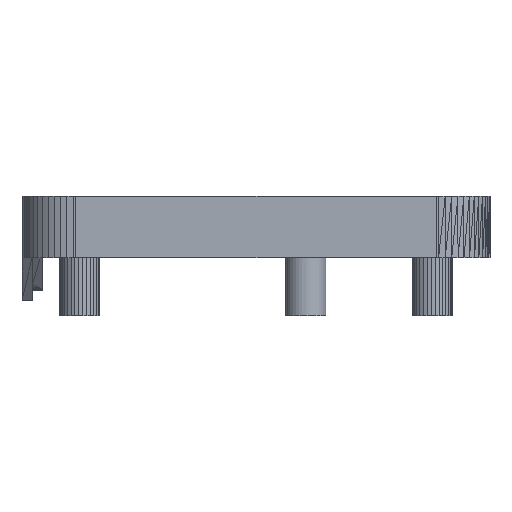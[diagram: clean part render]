
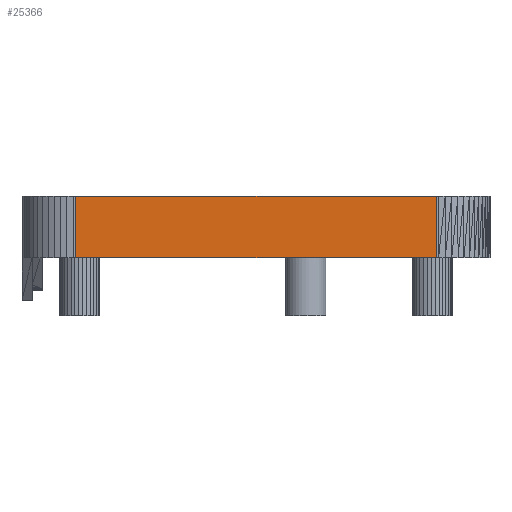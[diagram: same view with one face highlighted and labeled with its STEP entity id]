
A CAD part, front view. The second image highlights one B-rep face of the part: STEP entity #25366.
In plain terms, the highlighted planar face has unit normal (0, -1, 0).
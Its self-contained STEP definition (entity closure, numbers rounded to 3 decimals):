
#200=FACE_OUTER_BOUND('',#1827,.T.);
#1827=EDGE_LOOP('',(#17376,#17377,#17378,#17379));
#3522=LINE('',#35845,#7153);
#4103=LINE('',#37019,#7734);
#4105=LINE('',#37023,#7736);
#4106=LINE('',#37024,#7737);
#7153=VECTOR('',#28808,10.);
#7734=VECTOR('',#29559,10.);
#7736=VECTOR('',#29563,10.);
#7737=VECTOR('',#29564,10.);
#10770=VERTEX_POINT('',#35842);
#10771=VERTEX_POINT('',#35844);
#11279=VERTEX_POINT('',#37018);
#11280=VERTEX_POINT('',#37022);
#12875=EDGE_CURVE('',#10771,#10770,#3522,.T.);
#13466=EDGE_CURVE('',#10771,#11279,#4103,.T.);
#13468=EDGE_CURVE('',#10770,#11280,#4105,.T.);
#13469=EDGE_CURVE('',#11279,#11280,#4106,.T.);
#17376=ORIENTED_EDGE('',*,*,#12875,.T.);
#17377=ORIENTED_EDGE('',*,*,#13468,.T.);
#17378=ORIENTED_EDGE('',*,*,#13469,.F.);
#17379=ORIENTED_EDGE('',*,*,#13466,.F.);
#23755=PLANE('',#27008);
#25366=ADVANCED_FACE('',(#200),#23755,.T.);
#27008=AXIS2_PLACEMENT_3D('',#37021,#29561,#29562);
#28808=DIRECTION('',(1.,0.,0.));
#29559=DIRECTION('',(0.,0.,1.));
#29561=DIRECTION('center_axis',(0.,-1.,0.));
#29562=DIRECTION('ref_axis',(0.,0.,-1.));
#29563=DIRECTION('',(0.,0.,1.));
#29564=DIRECTION('',(1.,0.,0.));
#35842=CARTESIAN_POINT('',(46.519,-25.43,13.57));
#35844=CARTESIAN_POINT('',(3.481,-25.43,13.57));
#35845=CARTESIAN_POINT('',(3.481,-25.43,13.57));
#37018=CARTESIAN_POINT('',(3.481,-25.43,20.89));
#37019=CARTESIAN_POINT('',(3.481,-25.43,13.57));
#37021=CARTESIAN_POINT('Origin',(3.481,-25.43,20.89));
#37022=CARTESIAN_POINT('',(46.519,-25.43,20.89));
#37023=CARTESIAN_POINT('',(46.519,-25.43,13.57));
#37024=CARTESIAN_POINT('',(3.481,-25.43,20.89));
